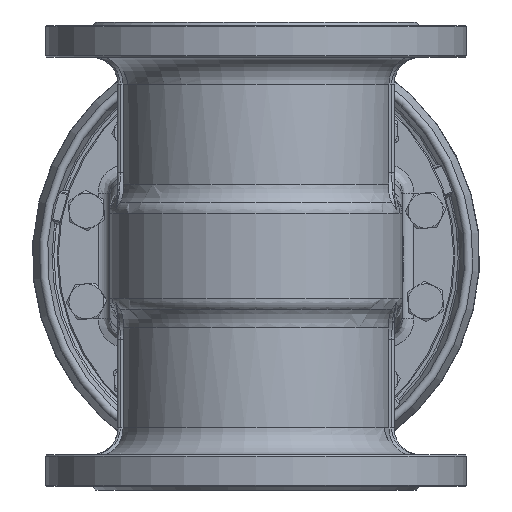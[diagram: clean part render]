
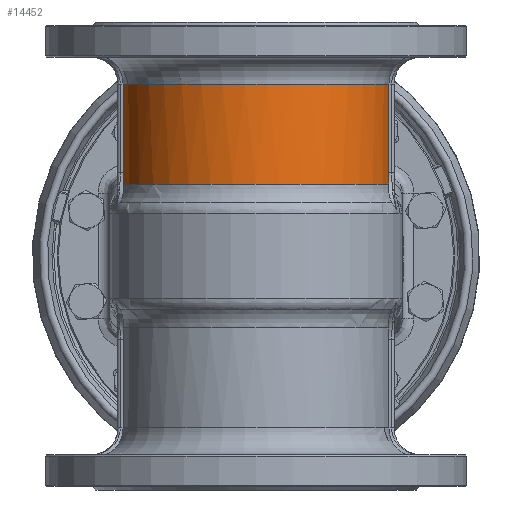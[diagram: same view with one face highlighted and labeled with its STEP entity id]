
A CAD part, front view. The second image highlights one B-rep face of the part: STEP entity #14452.
In plain terms, the highlighted cylindrical face has radius 115 mm (diameter 230 mm), a partial arc.
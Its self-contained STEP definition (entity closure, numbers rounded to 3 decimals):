
#1158=B_SPLINE_CURVE_WITH_KNOTS('',3,(#26029,#26030,#26031,#26032,#26033,
#26034),.UNSPECIFIED.,.F.,.F.,(4,2,4),(0.,0.539,
1.076),.UNSPECIFIED.);
#1171=B_SPLINE_CURVE_WITH_KNOTS('',3,(#26243,#26244,#26245,#26246,#26247,
#26248),.UNSPECIFIED.,.F.,.F.,(4,2,4),(0.,0.538,
1.078),.UNSPECIFIED.);
#1872=LINE('',#25984,#2619);
#1879=LINE('',#26240,#2626);
#2619=VECTOR('',#18831,10.);
#2626=VECTOR('',#18862,10.);
#3014=CYLINDRICAL_SURFACE('',#15889,115.);
#3541=FACE_OUTER_BOUND('',#4458,.T.);
#4458=EDGE_LOOP('',(#11285,#11286,#11287,#11288,#11289,#11290));
#5318=CIRCLE('',#15886,115.);
#5320=CIRCLE('',#15890,115.);
#6409=VERTEX_POINT('',#25966);
#6410=VERTEX_POINT('',#25983);
#6411=VERTEX_POINT('',#26028);
#6414=VERTEX_POINT('',#26152);
#6423=VERTEX_POINT('',#26238);
#6424=VERTEX_POINT('',#26242);
#8109=EDGE_CURVE('',#6409,#6410,#1872,.T.);
#8111=EDGE_CURVE('',#6410,#6411,#1158,.T.);
#8133=EDGE_CURVE('',#6409,#6414,#5318,.T.);
#8135=EDGE_CURVE('',#6414,#6423,#1879,.T.);
#8136=EDGE_CURVE('',#6424,#6423,#1171,.T.);
#8137=EDGE_CURVE('',#6424,#6411,#5320,.T.);
#11285=ORIENTED_EDGE('',*,*,#8133,.T.);
#11286=ORIENTED_EDGE('',*,*,#8135,.T.);
#11287=ORIENTED_EDGE('',*,*,#8136,.F.);
#11288=ORIENTED_EDGE('',*,*,#8137,.T.);
#11289=ORIENTED_EDGE('',*,*,#8111,.F.);
#11290=ORIENTED_EDGE('',*,*,#8109,.F.);
#14452=ADVANCED_FACE('',(#3541),#3014,.T.);
#15886=AXIS2_PLACEMENT_3D('',#26236,#18856,#18857);
#15889=AXIS2_PLACEMENT_3D('',#26241,#18863,#18864);
#15890=AXIS2_PLACEMENT_3D('',#26249,#18865,#18866);
#18831=DIRECTION('',(0.,0.,-1.));
#18856=DIRECTION('center_axis',(0.,0.,-1.));
#18857=DIRECTION('ref_axis',(0.,-1.,0.));
#18862=DIRECTION('',(0.,0.,-1.));
#18863=DIRECTION('center_axis',(0.,0.,1.));
#18864=DIRECTION('ref_axis',(1.,0.,0.));
#18865=DIRECTION('center_axis',(0.,0.,1.));
#18866=DIRECTION('ref_axis',(0.,-1.,0.));
#25966=CARTESIAN_POINT('',(113.661,-17.5,347.));
#25983=CARTESIAN_POINT('',(113.661,-17.5,271.717));
#25984=CARTESIAN_POINT('',(113.661,-17.5,370.));
#26028=CARTESIAN_POINT('',(113.275,-19.842,261.298));
#26029=CARTESIAN_POINT('Ctrl Pts',(113.661,-17.5,271.717));
#26030=CARTESIAN_POINT('Ctrl Pts',(113.661,-17.5,269.919));
#26031=CARTESIAN_POINT('Ctrl Pts',(113.63,-17.701,268.12));
#26032=CARTESIAN_POINT('Ctrl Pts',(113.505,-18.485,264.624));
#26033=CARTESIAN_POINT('Ctrl Pts',(113.411,-19.069,262.917));
#26034=CARTESIAN_POINT('Ctrl Pts',(113.275,-19.842,261.298));
#26152=CARTESIAN_POINT('',(-113.661,-17.5,347.));
#26236=CARTESIAN_POINT('Origin',(0.,0.,347.));
#26238=CARTESIAN_POINT('',(-113.661,-17.5,271.717));
#26240=CARTESIAN_POINT('',(-113.661,-17.5,370.));
#26241=CARTESIAN_POINT('Origin',(0.,0.,370.));
#26242=CARTESIAN_POINT('',(-113.275,-19.842,261.298));
#26243=CARTESIAN_POINT('Ctrl Pts',(-113.275,-19.843,
261.298));
#26244=CARTESIAN_POINT('Ctrl Pts',(-113.41,-19.073,
262.913));
#26245=CARTESIAN_POINT('Ctrl Pts',(-113.506,-18.483,
264.622));
#26246=CARTESIAN_POINT('Ctrl Pts',(-113.631,-17.696,
268.127));
#26247=CARTESIAN_POINT('Ctrl Pts',(-113.661,-17.5,
269.924));
#26248=CARTESIAN_POINT('Ctrl Pts',(-113.661,-17.5,271.717));
#26249=CARTESIAN_POINT('Origin',(0.,0.,261.298));
